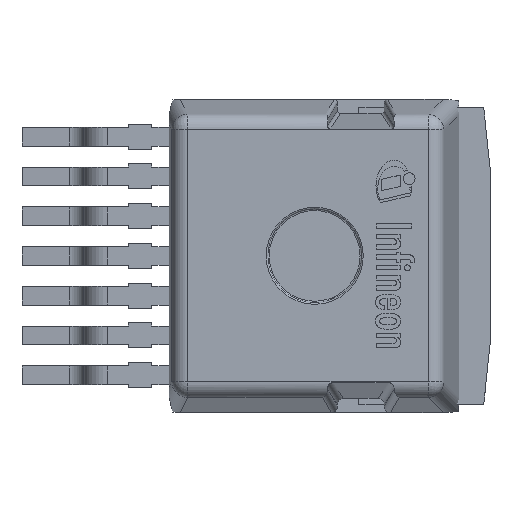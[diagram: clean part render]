
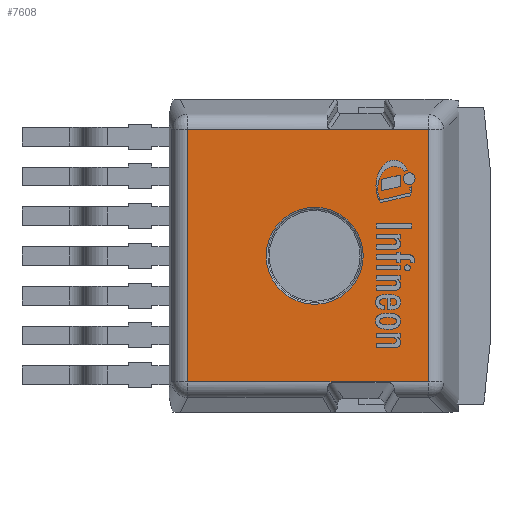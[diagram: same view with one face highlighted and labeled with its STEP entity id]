
A CAD part, top view. The second image highlights one B-rep face of the part: STEP entity #7608.
In plain terms, the highlighted planar face has unit normal (0, 0, 1).
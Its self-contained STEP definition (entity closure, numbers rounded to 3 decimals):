
#61=FACE_BOUND('',#1118,.T.);
#92=PLANE('',#8100);
#353=CIRCLE('',#8101,1.55);
#683=FACE_OUTER_BOUND('',#1117,.T.);
#1117=EDGE_LOOP('',(#5300,#5301,#5302,#5303));
#1118=EDGE_LOOP('',(#5304));
#1549=LINE('',#11191,#2366);
#1566=LINE('',#11247,#2383);
#1600=LINE('',#11390,#2417);
#1603=LINE('',#11396,#2420);
#2366=VECTOR('',#8804,1.);
#2383=VECTOR('',#8853,1.);
#2417=VECTOR('',#8985,1.);
#2420=VECTOR('',#8994,1.);
#3198=VERTEX_POINT('',#11188);
#3199=VERTEX_POINT('',#11190);
#3215=VERTEX_POINT('',#11244);
#3216=VERTEX_POINT('',#11246);
#3251=VERTEX_POINT('',#11400);
#3964=EDGE_CURVE('',#3198,#3199,#1549,.T.);
#3989=EDGE_CURVE('',#3215,#3216,#1566,.T.);
#4051=EDGE_CURVE('',#3199,#3215,#1600,.T.);
#4054=EDGE_CURVE('',#3216,#3198,#1603,.T.);
#4056=EDGE_CURVE('',#3251,#3251,#353,.T.);
#5300=ORIENTED_EDGE('',*,*,#4054,.F.);
#5301=ORIENTED_EDGE('',*,*,#3989,.F.);
#5302=ORIENTED_EDGE('',*,*,#4051,.F.);
#5303=ORIENTED_EDGE('',*,*,#3964,.F.);
#5304=ORIENTED_EDGE('',*,*,#4056,.F.);
#7608=ADVANCED_FACE('',(#683,#61),#92,.T.);
#8100=AXIS2_PLACEMENT_3D('',#11399,#8998,#8999);
#8101=AXIS2_PLACEMENT_3D('',#11401,#9000,#9001);
#8804=DIRECTION('',(-1.,0.,0.));
#8853=DIRECTION('',(1.,0.,0.));
#8985=DIRECTION('',(0.,1.,0.));
#8994=DIRECTION('',(0.,-1.,0.));
#8998=DIRECTION('center_axis',(0.,0.,1.));
#8999=DIRECTION('ref_axis',(0.,-1.,0.));
#9000=DIRECTION('center_axis',(0.,0.,1.));
#9001=DIRECTION('ref_axis',(0.,1.,0.));
#11188=CARTESIAN_POINT('',(5.504,-4.029,4.5));
#11190=CARTESIAN_POINT('',(-2.186,-4.029,4.5));
#11191=CARTESIAN_POINT('',(-9.801,-4.029,4.5));
#11244=CARTESIAN_POINT('',(-2.186,4.029,4.5));
#11246=CARTESIAN_POINT('',(5.504,4.029,4.5));
#11247=CARTESIAN_POINT('',(13.291,4.029,4.5));
#11390=CARTESIAN_POINT('',(-2.186,-5.347,4.5));
#11396=CARTESIAN_POINT('',(5.504,-6.048,4.5));
#11399=CARTESIAN_POINT('Origin',(1.85,0.,
4.5));
#11400=CARTESIAN_POINT('',(1.875,-1.55,4.5));
#11401=CARTESIAN_POINT('Origin',(1.875,0.,4.5));
